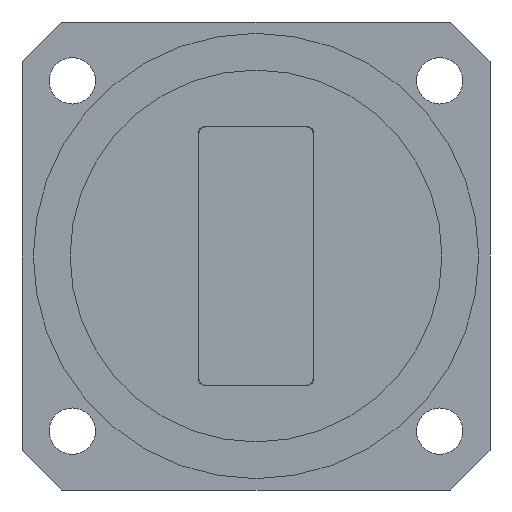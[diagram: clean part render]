
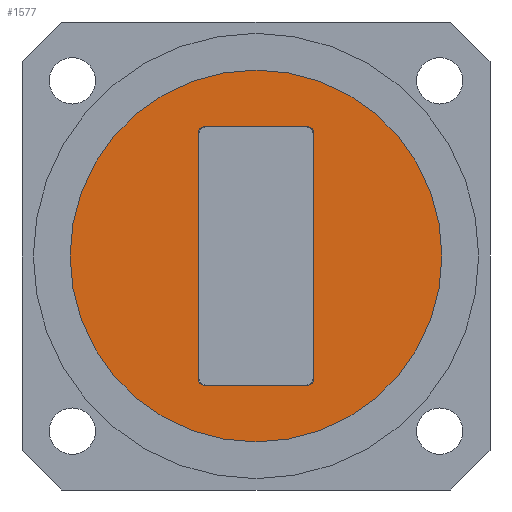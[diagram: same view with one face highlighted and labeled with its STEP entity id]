
A CAD part, left-side view. The second image highlights one B-rep face of the part: STEP entity #1577.
In plain terms, the highlighted planar face has unit normal (-1, 0, 0).
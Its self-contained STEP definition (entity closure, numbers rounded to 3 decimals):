
#16 = AXIS2_PLACEMENT_3D ( 'NONE', #1578, #1794, #2387 ) ;
#66 = DIRECTION ( 'NONE',  ( 1., 0., 0. ) ) ;
#72 = EDGE_LOOP ( 'NONE', ( #1804 ) ) ;
#95 = FACE_OUTER_BOUND ( 'NONE', #72, .T. ) ;
#149 = CARTESIAN_POINT ( 'NONE',  ( -121., 5.08, 0. ) ) ;
#189 = CARTESIAN_POINT ( 'NONE',  ( -121., -5.08, -10.93 ) ) ;
#197 = VERTEX_POINT ( 'NONE', #537 ) ;
#254 = CIRCLE ( 'NONE', #632, 0.5 ) ;
#256 = ORIENTED_EDGE ( 'NONE', *, *, #1034, .T. ) ;
#364 = VERTEX_POINT ( 'NONE', #189 ) ;
#452 = DIRECTION ( 'NONE',  ( 0., -1., 0. ) ) ;
#465 = CARTESIAN_POINT ( 'NONE',  ( -121., 0., 0. ) ) ;
#489 = ORIENTED_EDGE ( 'NONE', *, *, #1840, .T. ) ;
#525 = ORIENTED_EDGE ( 'NONE', *, *, #1691, .F. ) ;
#537 = CARTESIAN_POINT ( 'NONE',  ( -121., -5.08, 10.93 ) ) ;
#600 = CARTESIAN_POINT ( 'NONE',  ( -121., -5.08, 0. ) ) ;
#614 = CARTESIAN_POINT ( 'NONE',  ( -121., 4.58, -11.43 ) ) ;
#632 = AXIS2_PLACEMENT_3D ( 'NONE', #1275, #1711, #2491 ) ;
#643 = CARTESIAN_POINT ( 'NONE',  ( -121., 4.58, 11.43 ) ) ;
#655 = CARTESIAN_POINT ( 'NONE',  ( -121., 4.58, 10.93 ) ) ;
#669 = CARTESIAN_POINT ( 'NONE',  ( -121., 4.58, -10.93 ) ) ;
#674 = AXIS2_PLACEMENT_3D ( 'NONE', #655, #1474, #2282 ) ;
#698 = VERTEX_POINT ( 'NONE', #1713 ) ;
#707 = ORIENTED_EDGE ( 'NONE', *, *, #1494, .F. ) ;
#716 = DIRECTION ( 'NONE',  ( 0., 0., -1. ) ) ;
#721 = VECTOR ( 'NONE', #1353, 1000. ) ;
#933 = LINE ( 'NONE', #149, #1537 ) ;
#1018 = CIRCLE ( 'NONE', #1062, 0.5 ) ;
#1034 = EDGE_CURVE ( 'NONE', #364, #1270, #254, .T. ) ;
#1057 = DIRECTION ( 'NONE',  ( 1., 0., 0. ) ) ;
#1062 = AXIS2_PLACEMENT_3D ( 'NONE', #669, #66, #2301 ) ;
#1080 = VERTEX_POINT ( 'NONE', #643 ) ;
#1114 = EDGE_CURVE ( 'NONE', #2073, #1080, #2547, .T. ) ;
#1174 = DIRECTION ( 'NONE',  ( 0., 0., 1. ) ) ;
#1224 = AXIS2_PLACEMENT_3D ( 'NONE', #465, #2317, #1282 ) ;
#1270 = VERTEX_POINT ( 'NONE', #2401 ) ;
#1275 = CARTESIAN_POINT ( 'NONE',  ( -121., -4.58, -10.93 ) ) ;
#1282 = DIRECTION ( 'NONE',  ( 0., 1., 0. ) ) ;
#1296 = VERTEX_POINT ( 'NONE', #614 ) ;
#1344 = CARTESIAN_POINT ( 'NONE',  ( -121., 5.08, -10.93 ) ) ;
#1353 = DIRECTION ( 'NONE',  ( 0., -1., 0. ) ) ;
#1388 = EDGE_CURVE ( 'NONE', #698, #1080, #2483, .T. ) ;
#1430 = VECTOR ( 'NONE', #1174, 1000. ) ;
#1474 = DIRECTION ( 'NONE',  ( 1., 0., 0. ) ) ;
#1487 = ORIENTED_EDGE ( 'NONE', *, *, #1388, .F. ) ;
#1494 = EDGE_CURVE ( 'NONE', #1296, #1270, #1779, .T. ) ;
#1499 = EDGE_CURVE ( 'NONE', #698, #197, #1823, .T. ) ;
#1537 = VECTOR ( 'NONE', #716, 1000. ) ;
#1577 = ADVANCED_FACE ( 'NONE', ( #95, #1881 ), #1714, .F. ) ;
#1578 = CARTESIAN_POINT ( 'NONE',  ( -121., -4.58, 10.93 ) ) ;
#1625 = LINE ( 'NONE', #600, #1430 ) ;
#1691 = EDGE_CURVE ( 'NONE', #2073, #2372, #933, .T. ) ;
#1711 = DIRECTION ( 'NONE',  ( 1., 0., 0. ) ) ;
#1713 = CARTESIAN_POINT ( 'NONE',  ( -121., -4.58, 11.43 ) ) ;
#1714 = PLANE ( 'NONE',  #1224 ) ;
#1779 = LINE ( 'NONE', #2577, #721 ) ;
#1794 = DIRECTION ( 'NONE',  ( 1., 0., 0. ) ) ;
#1804 = ORIENTED_EDGE ( 'NONE', *, *, #2231, .F. ) ;
#1823 = CIRCLE ( 'NONE', #16, 0.5 ) ;
#1833 = VECTOR ( 'NONE', #2084, 1000. ) ;
#1840 = EDGE_CURVE ( 'NONE', #1296, #2372, #1018, .T. ) ;
#1878 = ORIENTED_EDGE ( 'NONE', *, *, #1499, .T. ) ;
#1881 = FACE_BOUND ( 'NONE', #2107, .T. ) ;
#1885 = CARTESIAN_POINT ( 'NONE',  ( -121., -16.445, 0. ) ) ;
#2012 = AXIS2_PLACEMENT_3D ( 'NONE', #2505, #1057, #452 ) ;
#2073 = VERTEX_POINT ( 'NONE', #2430 ) ;
#2084 = DIRECTION ( 'NONE',  ( 0., 1., 0. ) ) ;
#2107 = EDGE_LOOP ( 'NONE', ( #1487, #1878, #2226, #256, #707, #489, #525, #2415 ) ) ;
#2168 = CIRCLE ( 'NONE', #2012, 16.445 ) ;
#2226 = ORIENTED_EDGE ( 'NONE', *, *, #2512, .F. ) ;
#2231 = EDGE_CURVE ( 'NONE', #2308, #2308, #2168, .T. ) ;
#2282 = DIRECTION ( 'NONE',  ( 0., -1., 0. ) ) ;
#2288 = CARTESIAN_POINT ( 'NONE',  ( -121., 0., 11.43 ) ) ;
#2301 = DIRECTION ( 'NONE',  ( 0., -1., 0. ) ) ;
#2308 = VERTEX_POINT ( 'NONE', #1885 ) ;
#2317 = DIRECTION ( 'NONE',  ( 1., 0., 0. ) ) ;
#2372 = VERTEX_POINT ( 'NONE', #1344 ) ;
#2387 = DIRECTION ( 'NONE',  ( 0., -1., 0. ) ) ;
#2401 = CARTESIAN_POINT ( 'NONE',  ( -121., -4.58, -11.43 ) ) ;
#2415 = ORIENTED_EDGE ( 'NONE', *, *, #1114, .T. ) ;
#2430 = CARTESIAN_POINT ( 'NONE',  ( -121., 5.08, 10.93 ) ) ;
#2483 = LINE ( 'NONE', #2288, #1833 ) ;
#2491 = DIRECTION ( 'NONE',  ( 0., -1., 0. ) ) ;
#2505 = CARTESIAN_POINT ( 'NONE',  ( -121., 0., 0. ) ) ;
#2512 = EDGE_CURVE ( 'NONE', #364, #197, #1625, .T. ) ;
#2547 = CIRCLE ( 'NONE', #674, 0.5 ) ;
#2577 = CARTESIAN_POINT ( 'NONE',  ( -121., 0., -11.43 ) ) ;
